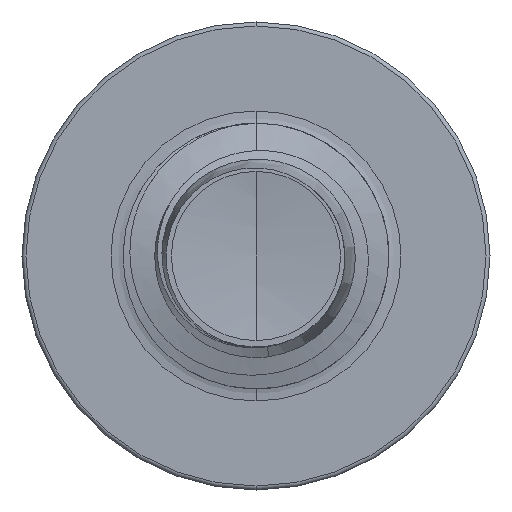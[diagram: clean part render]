
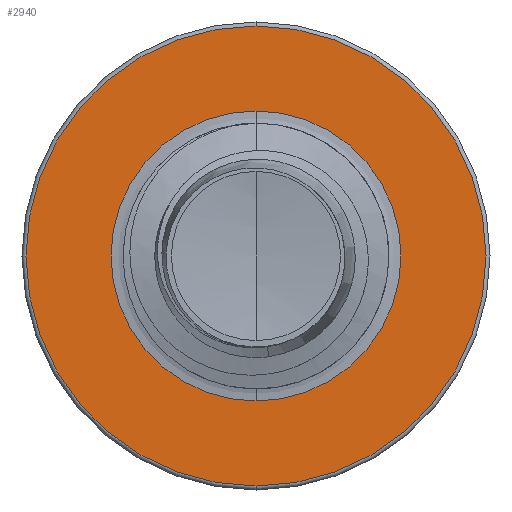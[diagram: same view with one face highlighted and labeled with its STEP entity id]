
A CAD part, front view. The second image highlights one B-rep face of the part: STEP entity #2940.
In plain terms, the highlighted planar face has unit normal (0, -1, 0).
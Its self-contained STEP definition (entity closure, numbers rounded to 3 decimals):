
#690 = VERTEX_POINT ( 'NONE', #6705 ) ;
#702 = DIRECTION ( 'NONE',  ( 0., 0., 1. ) ) ;
#1317 = EDGE_LOOP ( 'NONE', ( #9100, #5309 ) ) ;
#1515 = EDGE_CURVE ( 'NONE', #7705, #690, #4073, .T. ) ;
#1873 = AXIS2_PLACEMENT_3D ( 'NONE', #8742, #8731, #8730 ) ;
#2398 = EDGE_CURVE ( 'NONE', #690, #7705, #3283, .T. ) ;
#2537 = CARTESIAN_POINT ( 'NONE',  ( 0., 2.25, 2.163 ) ) ;
#2655 = VERTEX_POINT ( 'NONE', #6768 ) ;
#2940 = ADVANCED_FACE ( 'NONE', ( #6126, #7784 ), #8652, .F. ) ;
#3206 = CARTESIAN_POINT ( 'NONE',  ( 0., 2.25, 0. ) ) ;
#3283 = CIRCLE ( 'NONE', #1873, 2.162 ) ;
#4053 = DIRECTION ( 'NONE',  ( 0., 0., 1. ) ) ;
#4073 = CIRCLE ( 'NONE', #4433, 2.162 ) ;
#4433 = AXIS2_PLACEMENT_3D ( 'NONE', #8230, #8269, #7990 ) ;
#4826 = EDGE_LOOP ( 'NONE', ( #7659, #8115 ) ) ;
#5274 = CIRCLE ( 'NONE', #5885, 1.363 ) ;
#5309 = ORIENTED_EDGE ( 'NONE', *, *, #2398, .F. ) ;
#5648 = VERTEX_POINT ( 'NONE', #6932 ) ;
#5773 = DIRECTION ( 'NONE',  ( 0., 1., 0. ) ) ;
#5885 = AXIS2_PLACEMENT_3D ( 'NONE', #9526, #5773, #702 ) ;
#6126 = FACE_OUTER_BOUND ( 'NONE', #1317, .T. ) ;
#6168 = AXIS2_PLACEMENT_3D ( 'NONE', #3206, #8033, #4053 ) ;
#6705 = CARTESIAN_POINT ( 'NONE',  ( 0., 2.25, -2.162 ) ) ;
#6768 = CARTESIAN_POINT ( 'NONE',  ( 0., 2.25, 1.363 ) ) ;
#6885 = CIRCLE ( 'NONE', #6168, 1.363 ) ;
#6932 = CARTESIAN_POINT ( 'NONE',  ( 0., 2.25, -1.363 ) ) ;
#7659 = ORIENTED_EDGE ( 'NONE', *, *, #8239, .T. ) ;
#7705 = VERTEX_POINT ( 'NONE', #2537 ) ;
#7784 = FACE_BOUND ( 'NONE', #4826, .T. ) ;
#7990 = DIRECTION ( 'NONE',  ( 0., 0., 1. ) ) ;
#8033 = DIRECTION ( 'NONE',  ( 0., 1., 0. ) ) ;
#8115 = ORIENTED_EDGE ( 'NONE', *, *, #9156, .T. ) ;
#8230 = CARTESIAN_POINT ( 'NONE',  ( 0., 2.25, 0. ) ) ;
#8239 = EDGE_CURVE ( 'NONE', #2655, #5648, #5274, .T. ) ;
#8269 = DIRECTION ( 'NONE',  ( 0., 1., 0. ) ) ;
#8576 = DIRECTION ( 'NONE',  ( 0., 0., 1. ) ) ;
#8593 = DIRECTION ( 'NONE',  ( 0., 1., 0. ) ) ;
#8622 = CARTESIAN_POINT ( 'NONE',  ( 0., 2.25, -1.363 ) ) ;
#8652 = PLANE ( 'NONE',  #9012 ) ;
#8730 = DIRECTION ( 'NONE',  ( 0., 0., 1. ) ) ;
#8731 = DIRECTION ( 'NONE',  ( 0., 1., 0. ) ) ;
#8742 = CARTESIAN_POINT ( 'NONE',  ( 0., 2.25, 0. ) ) ;
#9012 = AXIS2_PLACEMENT_3D ( 'NONE', #8622, #8593, #8576 ) ;
#9100 = ORIENTED_EDGE ( 'NONE', *, *, #1515, .F. ) ;
#9156 = EDGE_CURVE ( 'NONE', #5648, #2655, #6885, .T. ) ;
#9526 = CARTESIAN_POINT ( 'NONE',  ( 0., 2.25, 0. ) ) ;
